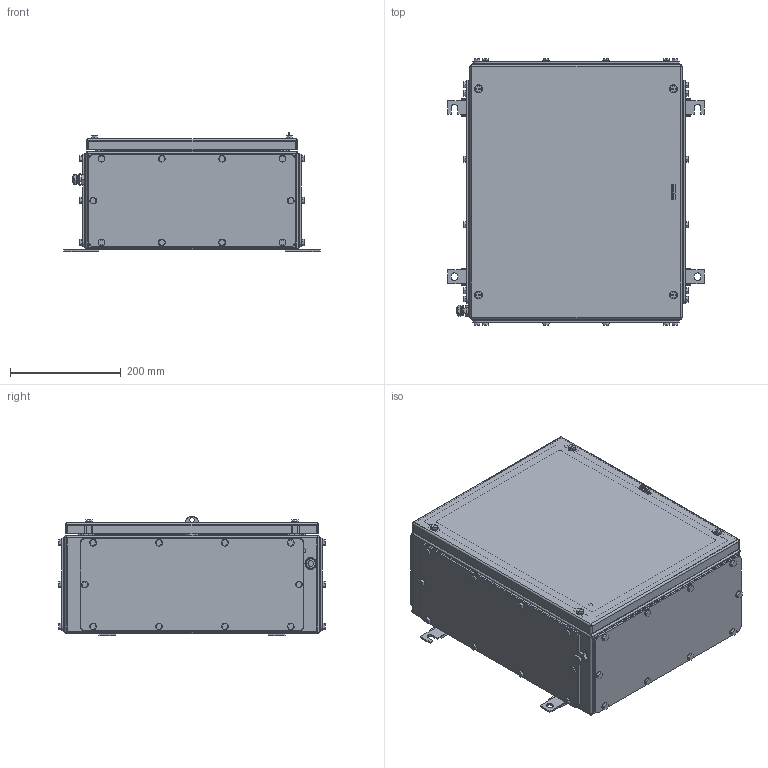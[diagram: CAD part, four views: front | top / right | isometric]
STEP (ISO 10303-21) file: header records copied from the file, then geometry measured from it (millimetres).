
FILE_DESCRIPTION(('CATIA V5 STEP Exchange','CAx-IF Rec.Pracs.--- Model Styling and Organization---1.4--- 2014-01-23'),'2;1');
FILE_NAME ('008548-7_3_1195090000_1195090000.stp','2019-09-20T10:48:50+00:00',('none'),('Weidmueller'),'CATIA Version 5-6 Release 2016 SP3 HF44','CATIA V5 STEP AP214','none');
FILE_SCHEMA(('AUTOMOTIVE_DESIGN { 1 0 10303 214 1 1 1 1 }'));
Products named in the file (1): 1195090000
Bounding box: 463 x 480 x 215 mm (x, y, z)
Volume: 2022405.9 mm3; surface area: 1983711.2 mm2
Topology: 122 solids, 122 shells, 2650 faces, 6192 edges, 3916 vertices
Faces by surface type: cylinder 1193, plane 1167, cone 244, sphere 24, torus 22
Entity records: 72703 total; most frequent: CARTESIAN_POINT 15766, ORIENTED_EDGE 12160, DIRECTION 9523, EDGE_CURVE 6080, AXIS2_PLACEMENT_3D 4103, VERTEX_POINT 3916, VECTOR 3496, LINE 3496
